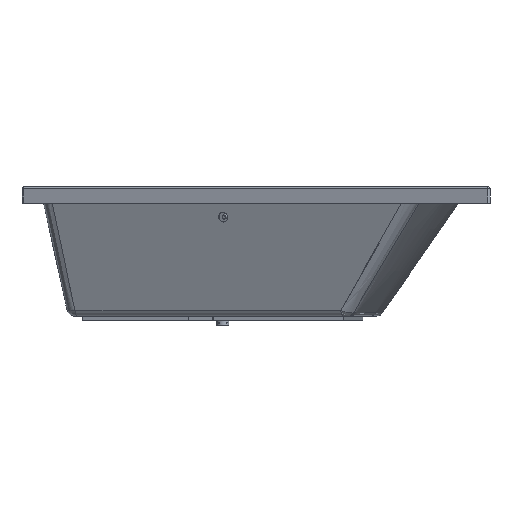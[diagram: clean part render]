
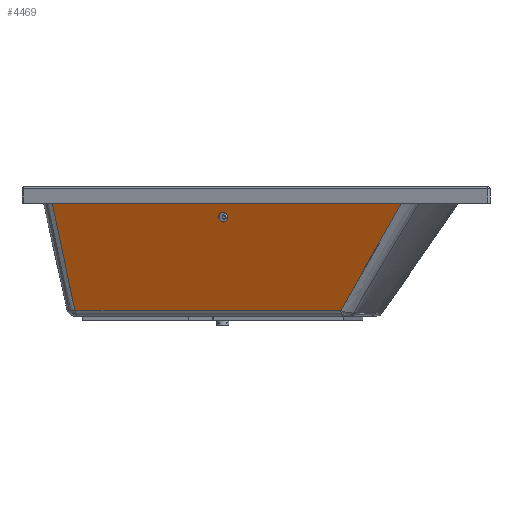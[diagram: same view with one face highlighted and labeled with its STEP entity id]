
A CAD part, front view. The second image highlights one B-rep face of the part: STEP entity #4469.
In plain terms, the highlighted free-form (B-spline) face has degree [1, 1] with [2, 2] control points.
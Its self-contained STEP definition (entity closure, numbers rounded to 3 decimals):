
#1251=CARTESIAN_POINT('',(469.97,212.534,448.054));
#1252=VERTEX_POINT('',#1251);
#1260=CARTESIAN_POINT('',(1435.611,601.123,448.054));
#1261=VERTEX_POINT('',#1260);
#1262=CARTESIAN_POINT('',(1435.611,601.123,448.054));
#1263=DIRECTION('',(-0.928,-0.373,0.0));
#1264=VECTOR('',#1263,1040.895);
#1265=LINE('',#1262,#1264);
#1266=EDGE_CURVE('',#1261,#1252,#1265,.T.);
#4416=CARTESIAN_POINT('',(215.099,3.006,0.0));
#4417=VERTEX_POINT('',#4416);
#4425=CARTESIAN_POINT('',(215.099,3.006,0.0));
#4426=DIRECTION('',(0.458,0.377,0.805));
#4427=VECTOR('',#4426,556.43);
#4428=LINE('',#4425,#4427);
#4429=EDGE_CURVE('',#4417,#1252,#4428,.T.);
#4434=CARTESIAN_POINT('',(1553.764,646.106,437.316));
#4435=CARTESIAN_POINT('',(1553.764,512.66,-121.67));
#4436=CARTESIAN_POINT('',(179.786,123.008,562.195));
#4437=CARTESIAN_POINT('',(179.786,-10.438,3.21));
#4438=B_SPLINE_SURFACE_WITH_KNOTS('',1,1,((#4434,#4436),(#4435,#4437)),.UNSPECIFIED.,.F.,.F.,.U.,(2,2),(2,2),(0.0,574.693),(0.0,1475.48),.UNSPECIFIED.);
#4439=ORIENTED_EDGE('',*,*,#1266,.T.);
#4440=ORIENTED_EDGE('',*,*,#4429,.F.);
#4441=CARTESIAN_POINT('',(1531.143,532.603,0.0));
#4442=VERTEX_POINT('',#4441);
#4443=CARTESIAN_POINT('',(215.099,3.006,0.0));
#4444=DIRECTION('',(0.928,0.373,0.0));
#4445=VECTOR('',#4444,1418.607);
#4446=LINE('',#4443,#4445);
#4447=EDGE_CURVE('',#4417,#4442,#4446,.T.);
#4448=ORIENTED_EDGE('',*,*,#4447,.T.);
#4449=CARTESIAN_POINT('',(1531.143,532.603,0.0));
#4450=CARTESIAN_POINT('',(1499.299,555.443,149.351));
#4451=CARTESIAN_POINT('',(1467.455,578.283,298.703));
#4452=CARTESIAN_POINT('',(1435.611,601.123,448.054));
#4453=B_SPLINE_CURVE_WITH_KNOTS('',3,(#4449,#4450,#4451,#4452),.UNSPECIFIED.,.F.,.U.,(4,4),(0.0,0.953),.UNSPECIFIED.);
#4454=EDGE_CURVE('',#4442,#1261,#4453,.T.);
#4455=ORIENTED_EDGE('',*,*,#4454,.T.);
#4456=EDGE_LOOP('',(#4439,#4440,#4448,#4455));
#4457=FACE_OUTER_BOUND('',#4456,.T.);
#4458=CARTESIAN_POINT('',(896.004,307.607,128.151));
#4459=VERTEX_POINT('',#4458);
#4460=CARTESIAN_POINT('',(897.292,303.947,110.652));
#4461=DIRECTION('',(0.364,-0.906,0.216));
#4462=DIRECTION('',(0.072,-0.204,-0.976));
#4463=AXIS2_PLACEMENT_3D('',#4460,#4461,#4462);
#4464=ELLIPSE('',#4463,17.924,17.5);
#4465=EDGE_CURVE('',#4459,#4459,#4464,.T.);
#4466=ORIENTED_EDGE('',*,*,#4465,.F.);
#4467=EDGE_LOOP('',(#4466));
#4468=FACE_BOUND('',#4467,.T.);
#4469=ADVANCED_FACE('',(#4457,#4468),#4438,.F.);
